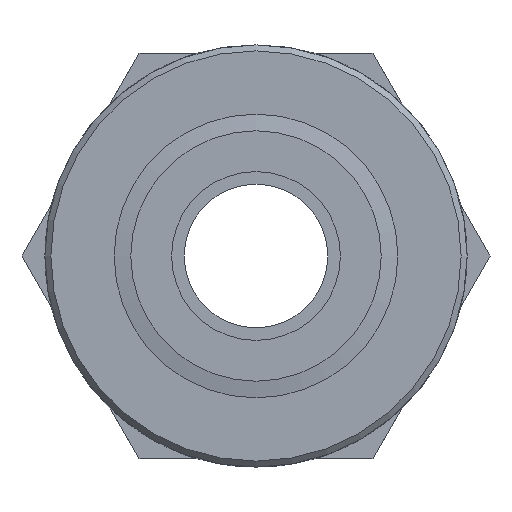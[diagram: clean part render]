
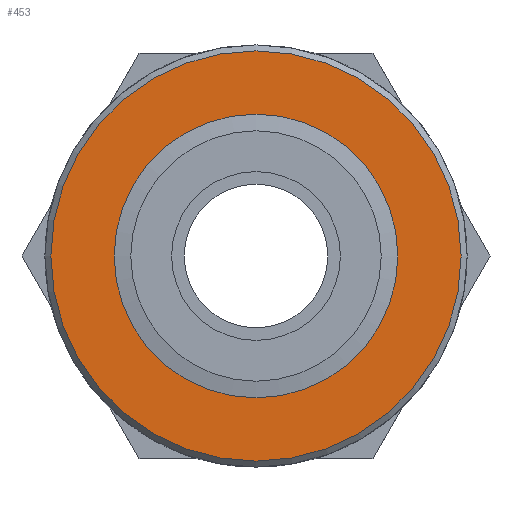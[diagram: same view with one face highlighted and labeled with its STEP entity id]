
A CAD part, left-side view. The second image highlights one B-rep face of the part: STEP entity #453.
In plain terms, the highlighted planar face has unit normal (-1, 0, 0).
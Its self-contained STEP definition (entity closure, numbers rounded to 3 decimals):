
#113=ORIENTED_EDGE('',*,*,#219,.F.);
#114=ORIENTED_EDGE('',*,*,#218,.T.);
#218=EDGE_CURVE('',#274,#274,#307,.T.);
#219=EDGE_CURVE('',#275,#275,#308,.T.);
#274=VERTEX_POINT('',#744);
#275=VERTEX_POINT('',#747);
#307=CIRCLE('',#511,6.);
#308=CIRCLE('',#513,12.146);
#340=EDGE_LOOP('',(#113));
#341=EDGE_LOOP('',(#114));
#388=FACE_BOUND('',#340,.T.);
#389=FACE_BOUND('',#341,.T.);
#425=PLANE('',#512);
#453=ADVANCED_FACE('',(#388,#389),#425,.F.);
#511=AXIS2_PLACEMENT_3D('',#743,#601,#602);
#512=AXIS2_PLACEMENT_3D('',#745,#603,#604);
#513=AXIS2_PLACEMENT_3D('',#746,#605,#606);
#601=DIRECTION('',(1.,0.,0.));
#602=DIRECTION('',(0.,0.,-1.));
#603=DIRECTION('',(1.,0.,0.));
#604=DIRECTION('',(0.,0.,-1.));
#605=DIRECTION('',(1.,0.,0.));
#606=DIRECTION('',(0.,0.,-1.));
#743=CARTESIAN_POINT('',(2.5,0.,0.));
#744=CARTESIAN_POINT('',(2.5,0.,-6.));
#745=CARTESIAN_POINT('',(2.5,6.,0.));
#746=CARTESIAN_POINT('',(2.5,0.,0.));
#747=CARTESIAN_POINT('',(2.5,0.,-12.146));
